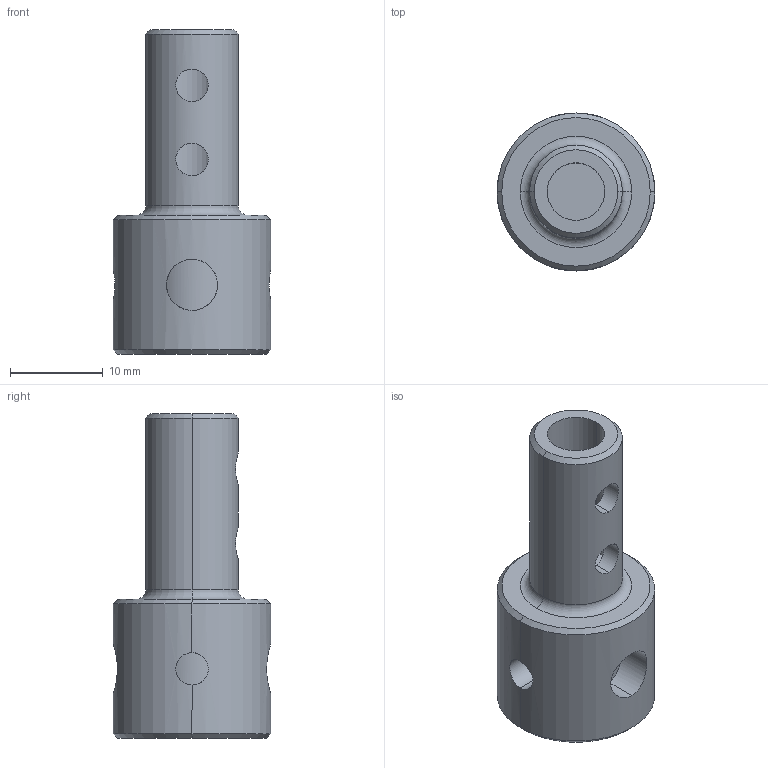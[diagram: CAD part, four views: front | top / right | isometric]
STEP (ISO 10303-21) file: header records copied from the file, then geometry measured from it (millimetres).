
FILE_DESCRIPTION (( 'STEP AP203' ), '1' );
FILE_NAME ('pend coupler_Default_sldprt.STEP', '2023-11-21T15:06:11', ( '' ), ( '' ), 'SwSTEP 2.0', 'SolidWorks 2020', '' );
FILE_SCHEMA (( 'CONFIG_CONTROL_DESIGN' ));
Length unit declared in the file: millimetre
Products named in the file (1): pend coupler_Default_sldprt
Bounding box: 17 x 17 x 35 mm (x, y, z)
Volume: 4176.6 mm3; surface area: 2371.5 mm2
Topology: 1 solids, 1 shells, 35 faces, 73 edges, 44 vertices
Faces by surface type: cylinder 23, cone 6, plane 4, torus 2
Entity records: 1646 total; most frequent: CARTESIAN_POINT 845, ORIENTED_EDGE 146, DIRECTION 143, EDGE_CURVE 73, AXIS2_PLACEMENT_3D 58, VERTEX_POINT 44, EDGE_LOOP 43, FACE_OUTER_BOUND 35
